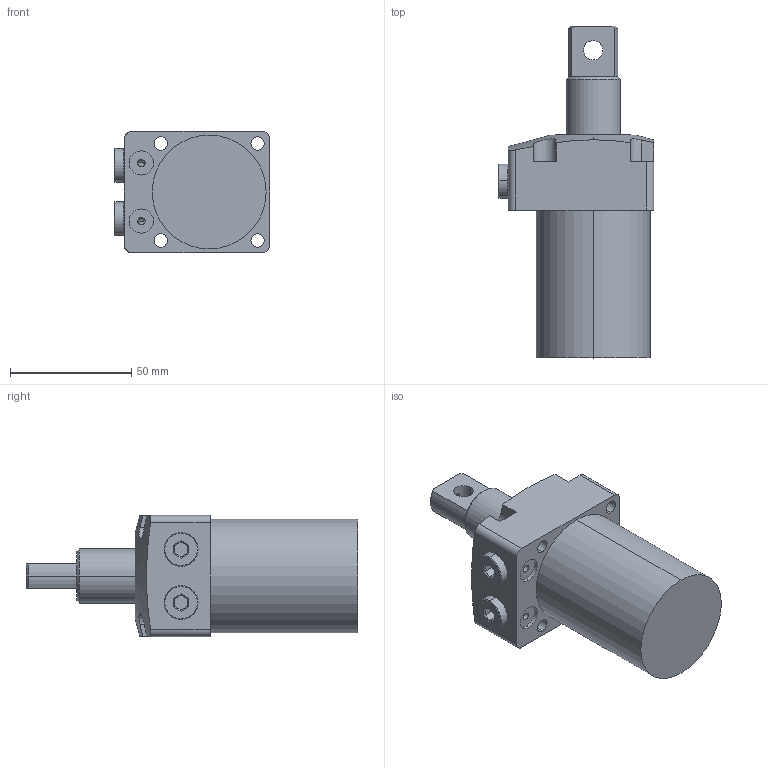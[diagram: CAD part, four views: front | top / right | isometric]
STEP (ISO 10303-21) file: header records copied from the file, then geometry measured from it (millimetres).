
FILE_DESCRIPTION (( 'STEP AP214' ), '1' );
FILE_NAME ('CHA-048PD.STEP', '2018-12-25T06:25:30', ( '' ), ( '' ), 'SwSTEP 2.0', 'SolidWorks 2016', '' );
FILE_SCHEMA (( 'AUTOMOTIVE_DESIGN' ));
Length unit declared in the file: millimetre
Products named in the file (4): CHA-048PD(HSG); 黑芛G8-1; CHA-048PD; CHA-048P(BT)
Assembly tree (4 placements, depth 2):
  CHA-048PD
    CHA-048P(BT)
    黑芛G8-1  x2
    CHA-048PD(HSG)
Bounding box: 64.2 x 137 x 50 mm (x, y, z)
Volume: 181875.6 mm3; surface area: 41818.6 mm2
Topology: 4 solids, 4 shells, 137 faces, 319 edges, 202 vertices
Faces by surface type: plane 64, cylinder 54, cone 11, torus 8
Entity records: 3737 total; most frequent: CARTESIAN_POINT 932, DIRECTION 565, ORIENTED_EDGE 530, EDGE_CURVE 265, AXIS2_PLACEMENT_3D 219, VERTEX_POINT 170, EDGE_LOOP 137, VECTOR 127
